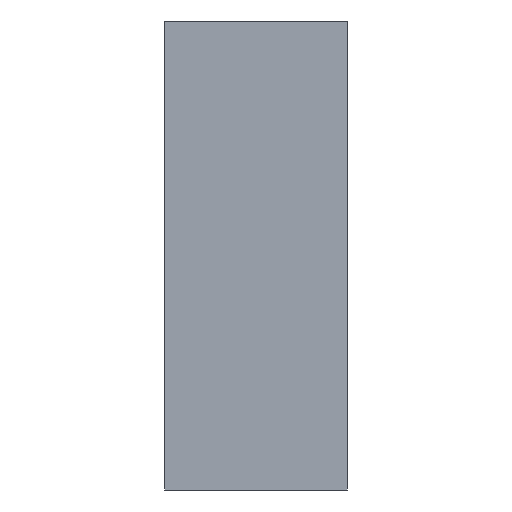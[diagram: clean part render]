
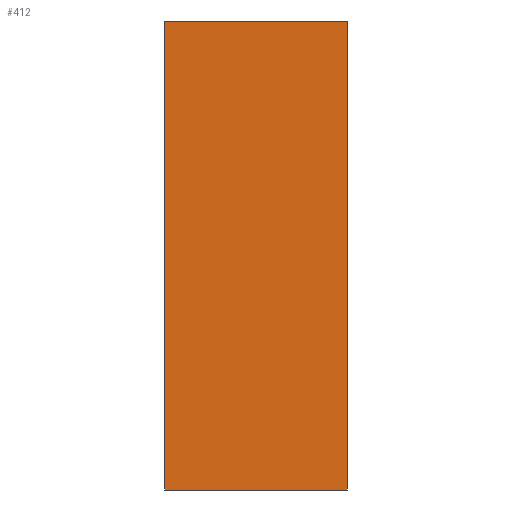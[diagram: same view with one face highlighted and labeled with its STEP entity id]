
A CAD part, left-side view. The second image highlights one B-rep face of the part: STEP entity #412.
In plain terms, the highlighted planar face has unit normal (-1, 0, 0).
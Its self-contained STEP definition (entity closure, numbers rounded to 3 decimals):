
#44=FACE_OUTER_BOUND('',#70,.T.);
#70=EDGE_LOOP('',(#343,#344,#345,#346));
#92=LINE('',#605,#142);
#119=LINE('',#660,#169);
#120=LINE('',#661,#170);
#121=LINE('',#662,#171);
#142=VECTOR('',#492,10.);
#169=VECTOR('',#545,10.);
#170=VECTOR('',#546,10.);
#171=VECTOR('',#547,10.);
#194=VERTEX_POINT('',#602);
#195=VERTEX_POINT('',#604);
#209=VERTEX_POINT('',#658);
#210=VERTEX_POINT('',#659);
#232=EDGE_CURVE('',#194,#195,#92,.T.);
#259=EDGE_CURVE('',#209,#210,#119,.T.);
#260=EDGE_CURVE('',#209,#195,#120,.T.);
#261=EDGE_CURVE('',#210,#194,#121,.T.);
#343=ORIENTED_EDGE('',*,*,#259,.F.);
#344=ORIENTED_EDGE('',*,*,#260,.T.);
#345=ORIENTED_EDGE('',*,*,#232,.F.);
#346=ORIENTED_EDGE('',*,*,#261,.F.);
#390=PLANE('',#452);
#412=ADVANCED_FACE('',(#44),#390,.T.);
#452=AXIS2_PLACEMENT_3D('',#657,#543,#544);
#492=DIRECTION('',(0.,0.,1.));
#543=DIRECTION('center_axis',(-1.,0.,0.));
#544=DIRECTION('ref_axis',(0.,0.,1.));
#545=DIRECTION('',(0.,0.,-1.));
#546=DIRECTION('',(0.,1.,0.));
#547=DIRECTION('',(0.,1.,0.));
#602=CARTESIAN_POINT('',(66.341,4.4,41.838));
#604=CARTESIAN_POINT('',(66.341,4.4,53.138));
#605=CARTESIAN_POINT('',(66.341,4.4,53.138));
#657=CARTESIAN_POINT('Origin',(66.341,0.,41.838));
#658=CARTESIAN_POINT('',(66.341,0.,53.138));
#659=CARTESIAN_POINT('',(66.341,0.,41.838));
#660=CARTESIAN_POINT('',(66.341,0.,53.138));
#661=CARTESIAN_POINT('',(66.341,0.,53.138));
#662=CARTESIAN_POINT('',(66.341,0.,41.838));
